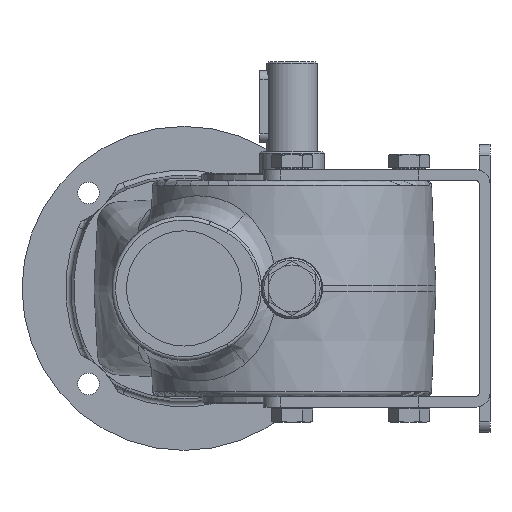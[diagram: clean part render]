
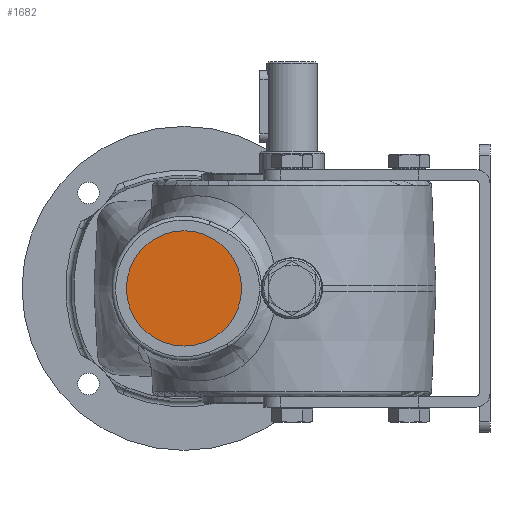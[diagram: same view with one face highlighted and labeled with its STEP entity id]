
A CAD part, left-side view. The second image highlights one B-rep face of the part: STEP entity #1682.
In plain terms, the highlighted planar face has unit normal (-1, 0, 0).
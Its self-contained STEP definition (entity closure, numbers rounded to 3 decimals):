
#1682 = ADVANCED_FACE( '', ( #3586 ), #3587, .F. );
#3586 = FACE_OUTER_BOUND( '', #8962, .T. );
#3587 = PLANE( '', #8963 );
#8962 = EDGE_LOOP( '', ( #13595 ) );
#8963 = AXIS2_PLACEMENT_3D( '', #13596, #13597, #13598 );
#13595 = ORIENTED_EDGE( '', *, *, #15381, .F. );
#13596 = CARTESIAN_POINT( '', ( -40.5, 30., 0. ) );
#13597 = DIRECTION( '', ( 1., 0., 0. ) );
#13598 = DIRECTION( '', ( 0., 1., 0. ) );
#15381 = EDGE_CURVE( '', #17941, #17941, #17942, .T. );
#17941 = VERTEX_POINT( '', #23541 );
#17942 = CIRCLE( '', #23542, 16. );
#23541 = CARTESIAN_POINT( '', ( -40.5, 46., 0. ) );
#23542 = AXIS2_PLACEMENT_3D( '', #25616, #25617, #25618 );
#25616 = CARTESIAN_POINT( '', ( -40.5, 30., 0. ) );
#25617 = DIRECTION( '', ( 1., 0., 0. ) );
#25618 = DIRECTION( '', ( 0., 1., 0. ) );
